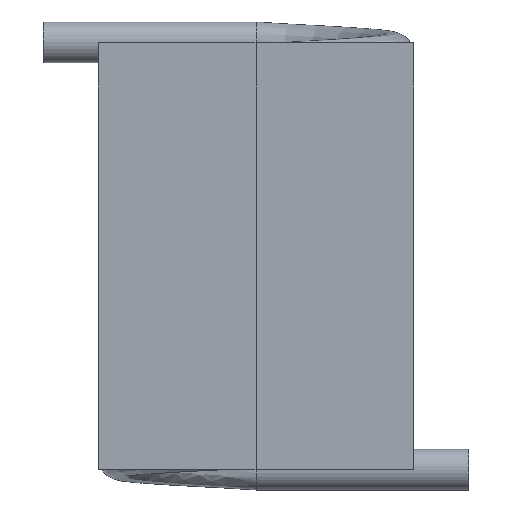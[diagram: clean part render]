
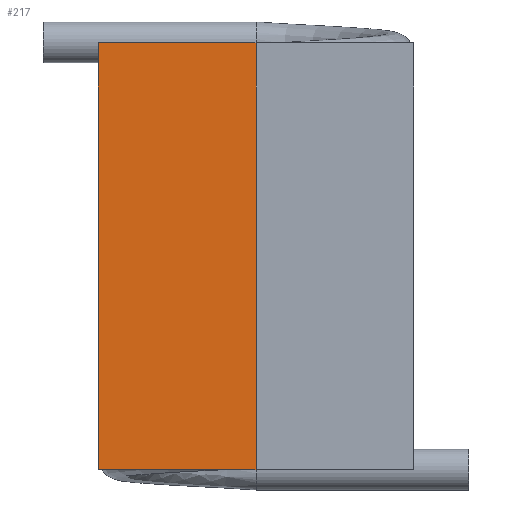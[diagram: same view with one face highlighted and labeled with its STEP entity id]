
A CAD part, left-side view. The second image highlights one B-rep face of the part: STEP entity #217.
In plain terms, the highlighted planar face has unit normal (-1, 0, 0).
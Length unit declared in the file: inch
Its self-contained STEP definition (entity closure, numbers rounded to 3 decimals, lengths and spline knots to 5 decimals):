
#20=PLANE('',#255);
#34=FACE_OUTER_BOUND('',#49,.T.);
#49=EDGE_LOOP('',(#167,#168,#169,#170));
#61=LINE('',#1907,#77);
#62=LINE('',#1910,#78);
#63=LINE('',#1912,#79);
#64=LINE('',#1913,#80);
#77=VECTOR('',#297,0.3937);
#78=VECTOR('',#300,0.3937);
#79=VECTOR('',#301,0.3937);
#80=VECTOR('',#302,0.3937);
#107=VERTEX_POINT('',#1901);
#109=VERTEX_POINT('',#1905);
#110=VERTEX_POINT('',#1909);
#111=VERTEX_POINT('',#1911);
#130=EDGE_CURVE('',#107,#109,#61,.T.);
#131=EDGE_CURVE('',#110,#107,#62,.T.);
#132=EDGE_CURVE('',#111,#109,#63,.T.);
#133=EDGE_CURVE('',#110,#111,#64,.T.);
#167=ORIENTED_EDGE('',*,*,#131,.T.);
#168=ORIENTED_EDGE('',*,*,#130,.T.);
#169=ORIENTED_EDGE('',*,*,#132,.F.);
#170=ORIENTED_EDGE('',*,*,#133,.F.);
#217=ADVANCED_FACE('',(#34),#20,.T.);
#255=AXIS2_PLACEMENT_3D('',#1908,#298,#299);
#297=DIRECTION('',(0.,0.,1.));
#298=DIRECTION('center_axis',(-1.,0.,0.));
#299=DIRECTION('ref_axis',(0.,-1.,0.));
#300=DIRECTION('',(0.,-1.,0.));
#301=DIRECTION('',(0.,-1.,0.));
#302=DIRECTION('',(0.,0.,1.));
#1901=CARTESIAN_POINT('',(-0.11614,0.,0.));
#1905=CARTESIAN_POINT('',(-0.11614,0.,0.31378));
#1907=CARTESIAN_POINT('',(-0.11614,0.,0.));
#1908=CARTESIAN_POINT('Origin',(-0.11614,0.11614,0.));
#1909=CARTESIAN_POINT('',(-0.11614,0.11614,0.));
#1910=CARTESIAN_POINT('',(-0.11614,0.11614,0.));
#1911=CARTESIAN_POINT('',(-0.11614,0.11614,0.31378));
#1912=CARTESIAN_POINT('',(-0.11614,0.11614,0.31378));
#1913=CARTESIAN_POINT('',(-0.11614,0.11614,0.));
